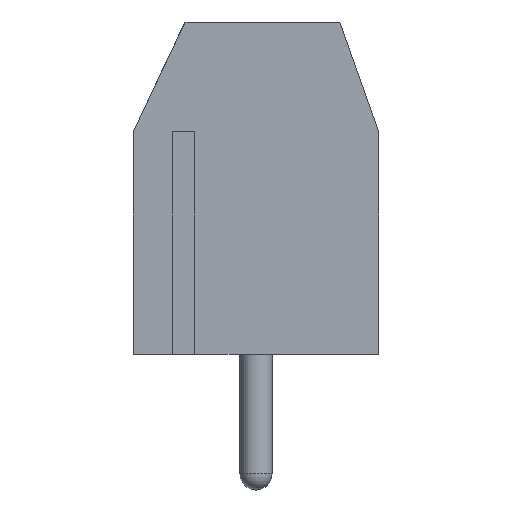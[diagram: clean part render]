
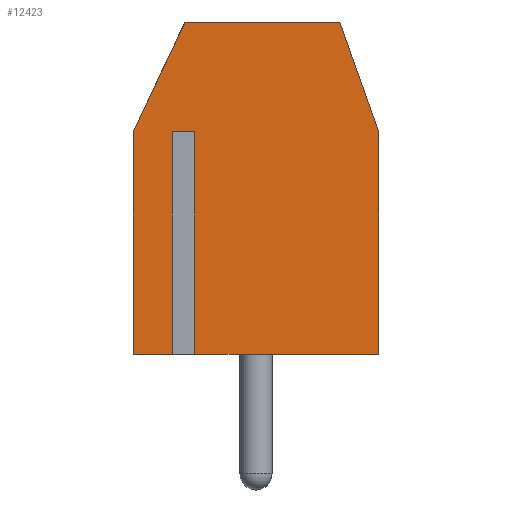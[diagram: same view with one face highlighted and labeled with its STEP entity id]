
A CAD part, left-side view. The second image highlights one B-rep face of the part: STEP entity #12423.
In plain terms, the highlighted planar face has unit normal (-1, 0, 0).
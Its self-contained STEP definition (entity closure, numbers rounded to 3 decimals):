
#668=FACE_OUTER_BOUND('',#1367,.T.);
#1367=EDGE_LOOP('',(#8209,#8210,#8211,#8212,#8213,#8214,#8215,#8216,#8217,
#8218));
#2109=LINE('',#17776,#3585);
#2115=LINE('',#17791,#3591);
#2125=LINE('',#17814,#3601);
#2126=LINE('',#17820,#3602);
#2127=LINE('',#17822,#3603);
#2128=LINE('',#17824,#3604);
#2129=LINE('',#17826,#3605);
#2130=LINE('',#17828,#3606);
#2131=LINE('',#17830,#3607);
#2132=LINE('',#17831,#3608);
#3585=VECTOR('',#14240,10.);
#3591=VECTOR('',#14252,10.);
#3601=VECTOR('',#14270,10.);
#3602=VECTOR('',#14277,10.);
#3603=VECTOR('',#14278,10.);
#3604=VECTOR('',#14279,10.);
#3605=VECTOR('',#14280,10.);
#3606=VECTOR('',#14281,10.);
#3607=VECTOR('',#14282,10.);
#3608=VECTOR('',#14283,10.);
#5063=VERTEX_POINT('',#17773);
#5064=VERTEX_POINT('',#17775);
#5070=VERTEX_POINT('',#17789);
#5079=VERTEX_POINT('',#17812);
#5081=VERTEX_POINT('',#17819);
#5082=VERTEX_POINT('',#17821);
#5083=VERTEX_POINT('',#17823);
#5084=VERTEX_POINT('',#17825);
#5085=VERTEX_POINT('',#17827);
#5086=VERTEX_POINT('',#17829);
#6308=EDGE_CURVE('',#5063,#5064,#2109,.T.);
#6316=EDGE_CURVE('',#5070,#5063,#2115,.T.);
#6328=EDGE_CURVE('',#5079,#5070,#2125,.T.);
#6331=EDGE_CURVE('',#5081,#5079,#2126,.T.);
#6332=EDGE_CURVE('',#5082,#5081,#2127,.T.);
#6333=EDGE_CURVE('',#5082,#5083,#2128,.T.);
#6334=EDGE_CURVE('',#5084,#5083,#2129,.T.);
#6335=EDGE_CURVE('',#5085,#5084,#2130,.T.);
#6336=EDGE_CURVE('',#5086,#5085,#2131,.T.);
#6337=EDGE_CURVE('',#5086,#5064,#2132,.T.);
#8209=ORIENTED_EDGE('',*,*,#6308,.F.);
#8210=ORIENTED_EDGE('',*,*,#6316,.F.);
#8211=ORIENTED_EDGE('',*,*,#6328,.F.);
#8212=ORIENTED_EDGE('',*,*,#6331,.F.);
#8213=ORIENTED_EDGE('',*,*,#6332,.F.);
#8214=ORIENTED_EDGE('',*,*,#6333,.T.);
#8215=ORIENTED_EDGE('',*,*,#6334,.F.);
#8216=ORIENTED_EDGE('',*,*,#6335,.F.);
#8217=ORIENTED_EDGE('',*,*,#6336,.F.);
#8218=ORIENTED_EDGE('',*,*,#6337,.T.);
#11856=PLANE('',#13185);
#12423=ADVANCED_FACE('',(#668),#11856,.T.);
#13185=AXIS2_PLACEMENT_3D('',#17818,#14275,#14276);
#14240=DIRECTION('',(0.,-0.333,-0.943));
#14252=DIRECTION('',(0.,-1.,0.));
#14270=DIRECTION('',(0.,-0.426,0.905));
#14275=DIRECTION('center_axis',(-1.,0.,0.));
#14276=DIRECTION('ref_axis',(0.,-1.,0.));
#14277=DIRECTION('',(0.,0.,1.));
#14278=DIRECTION('',(0.,1.,0.));
#14279=DIRECTION('',(0.,0.,1.));
#14280=DIRECTION('',(0.,1.,0.));
#14281=DIRECTION('',(0.,0.,1.));
#14282=DIRECTION('',(0.,1.,0.));
#14283=DIRECTION('',(0.,0.,1.));
#17773=CARTESIAN_POINT('',(0.,-6.4,10.3));
#17775=CARTESIAN_POINT('',(0.,-7.6,6.9));
#17776=CARTESIAN_POINT('',(0.,-7.962,5.875));
#17789=CARTESIAN_POINT('',(0.,-1.6,10.3));
#17791=CARTESIAN_POINT('',(0.,-7.6,10.3));
#17812=CARTESIAN_POINT('',(0.,0.,6.9));
#17814=CARTESIAN_POINT('',(0.,0.929,4.925));
#17818=CARTESIAN_POINT('Origin',(0.,0.,0.));
#17819=CARTESIAN_POINT('',(0.,0.,0.));
#17820=CARTESIAN_POINT('',(0.,0.,0.));
#17821=CARTESIAN_POINT('',(0.,-1.35,0.));
#17822=CARTESIAN_POINT('',(0.,-7.6,0.));
#17823=CARTESIAN_POINT('',(0.,-1.35,6.9));
#17824=CARTESIAN_POINT('',(0.,-1.35,0.));
#17825=CARTESIAN_POINT('',(0.,-1.75,6.9));
#17826=CARTESIAN_POINT('',(0.,-1.9,6.9));
#17827=CARTESIAN_POINT('',(0.,-1.75,0.));
#17828=CARTESIAN_POINT('',(0.,-1.75,0.));
#17829=CARTESIAN_POINT('',(0.,-7.6,0.));
#17830=CARTESIAN_POINT('',(0.,-7.6,0.));
#17831=CARTESIAN_POINT('',(0.,-7.6,0.));
